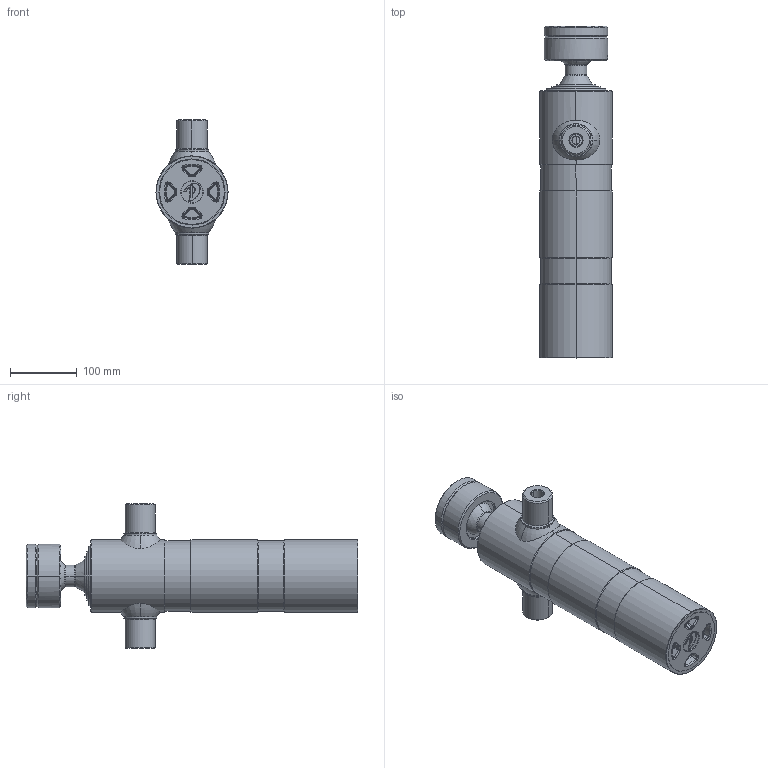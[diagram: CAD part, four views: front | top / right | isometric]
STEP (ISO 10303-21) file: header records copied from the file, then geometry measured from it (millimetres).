
FILE_DESCRIPTION (( 'STEP AP203' ), '1' );
FILE_NAME ('307.BGHRZ.STEP', '2021-06-28T10:20:34', ( '' ), ( '' ), 'SwSTEP 2.0', 'SolidWorks 2019', '' );
FILE_SCHEMA (( 'CONFIG_CONTROL_DESIGN' ));
Length unit declared in the file: millimetre
Products named in the file (1): 307.BGHRZ
Bounding box: 108 x 497 x 217 mm (x, y, z)
Surface area: 464814.8 mm2 (no closed solid volume)
Topology: 0 solids, 15 shells, 272 faces, 700 edges, 435 vertices
Faces by surface type: cone 77, torus 76, cylinder 76, plane 35, bspline 6, sphere 2
Entity records: 9892 total; most frequent: CARTESIAN_POINT 3163, DIRECTION 1578, ORIENTED_EDGE 1231, EDGE_CURVE 694, AXIS2_PLACEMENT_3D 677, VERTEX_POINT 432, CIRCLE 410, EDGE_LOOP 287
